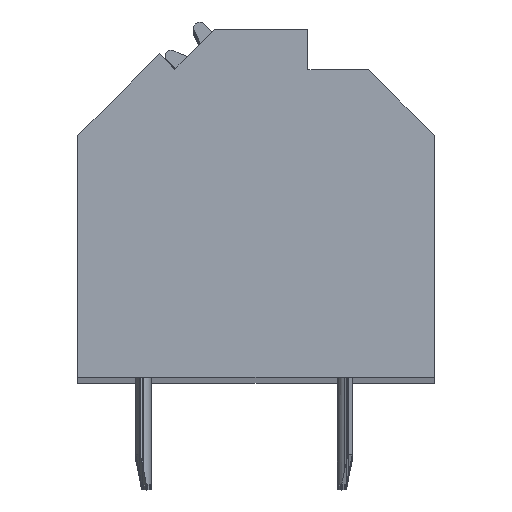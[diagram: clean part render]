
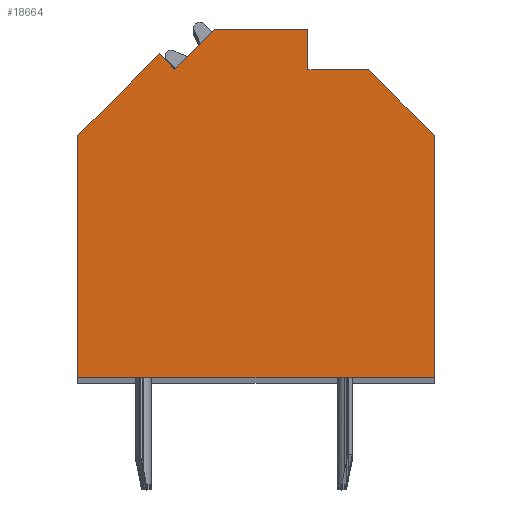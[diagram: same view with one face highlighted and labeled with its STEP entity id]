
A CAD part, top view. The second image highlights one B-rep face of the part: STEP entity #18664.
In plain terms, the highlighted planar face has unit normal (0, 0, 1).
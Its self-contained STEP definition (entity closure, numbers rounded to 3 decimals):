
#1219=DIRECTION('',(-0.707,-0.707,0.));
#1220=VECTOR('',#1219,1.897);
#1221=CARTESIAN_POINT('',(-1.39,5.718,115.165));
#1222=LINE('',#1221,#1220);
#1223=DIRECTION('',(-1.,0.,0.));
#1224=VECTOR('',#1223,3.14);
#1225=CARTESIAN_POINT('',(1.75,5.718,115.165));
#1226=LINE('',#1225,#1224);
#1227=DIRECTION('',(0.,1.,0.));
#1228=VECTOR('',#1227,1.368);
#1229=CARTESIAN_POINT('',(1.75,4.35,115.165));
#1230=LINE('',#1229,#1228);
#1231=DIRECTION('',(-1.,0.,0.));
#1232=VECTOR('',#1231,2.05);
#1233=CARTESIAN_POINT('',(3.8,4.35,115.165));
#1234=LINE('',#1233,#1232);
#1235=DIRECTION('',(-0.707,0.707,0.));
#1236=VECTOR('',#1235,3.111);
#1237=CARTESIAN_POINT('',(6.,2.15,115.165));
#1238=LINE('',#1237,#1236);
#1239=DIRECTION('',(0.,1.,0.));
#1240=VECTOR('',#1239,8.15);
#1241=CARTESIAN_POINT('',(6.,-6.,115.165));
#1242=LINE('',#1241,#1240);
#1243=DIRECTION('',(1.,0.,0.));
#1244=VECTOR('',#1243,12.);
#1245=CARTESIAN_POINT('',(-6.,-6.,115.165));
#1246=LINE('',#1245,#1244);
#1247=DIRECTION('',(0.,-1.,0.));
#1248=VECTOR('',#1247,8.14);
#1249=CARTESIAN_POINT('',(-6.,2.14,115.165));
#1250=LINE('',#1249,#1248);
#1251=DIRECTION('',(-0.707,-0.707,0.));
#1252=VECTOR('',#1251,3.892);
#1253=CARTESIAN_POINT('',(-3.248,4.892,115.165));
#1254=LINE('',#1253,#1252);
#1255=DIRECTION('',(-0.707,0.707,0.));
#1256=VECTOR('',#1255,0.73);
#1257=CARTESIAN_POINT('',(-2.732,4.376,115.165));
#1258=LINE('',#1257,#1256);
#13465=CARTESIAN_POINT('',(-1.39,5.718,115.165));
#13466=CARTESIAN_POINT('',(-2.732,4.376,115.165));
#13467=VERTEX_POINT('',#13465);
#13468=VERTEX_POINT('',#13466);
#13469=CARTESIAN_POINT('',(-3.248,4.892,115.165));
#13470=VERTEX_POINT('',#13469);
#13471=CARTESIAN_POINT('',(-6.,2.14,115.165));
#13472=VERTEX_POINT('',#13471);
#13473=CARTESIAN_POINT('',(-6.,-6.,115.165));
#13474=VERTEX_POINT('',#13473);
#13475=CARTESIAN_POINT('',(6.,-6.,115.165));
#13476=VERTEX_POINT('',#13475);
#13477=CARTESIAN_POINT('',(6.,2.15,115.165));
#13478=VERTEX_POINT('',#13477);
#13479=CARTESIAN_POINT('',(3.8,4.35,115.165));
#13480=VERTEX_POINT('',#13479);
#13481=CARTESIAN_POINT('',(1.75,4.35,115.165));
#13482=VERTEX_POINT('',#13481);
#13483=CARTESIAN_POINT('',(1.75,5.718,115.165));
#13484=VERTEX_POINT('',#13483);
#18640=CARTESIAN_POINT('',(0.,0.,115.165));
#18641=DIRECTION('',(0.,0.,1.));
#18642=DIRECTION('',(1.,0.,0.));
#18643=AXIS2_PLACEMENT_3D('',#18640,#18641,#18642);
#18644=PLANE('',#18643);
#18646=ORIENTED_EDGE('',*,*,#18645,.F.);
#18648=ORIENTED_EDGE('',*,*,#18647,.F.);
#18650=ORIENTED_EDGE('',*,*,#18649,.F.);
#18652=ORIENTED_EDGE('',*,*,#18651,.F.);
#18654=ORIENTED_EDGE('',*,*,#18653,.F.);
#18656=ORIENTED_EDGE('',*,*,#18655,.F.);
#18658=ORIENTED_EDGE('',*,*,#18657,.F.);
#18659=ORIENTED_EDGE('',*,*,#17951,.F.);
#18660=ORIENTED_EDGE('',*,*,#18327,.F.);
#18661=ORIENTED_EDGE('',*,*,#17905,.F.);
#18662=EDGE_LOOP('',(#18646,#18648,#18650,#18652,#18654,#18656,#18658,#18659,
#18660,#18661));
#18663=FACE_OUTER_BOUND('',#18662,.F.);
#17905=EDGE_CURVE('',#13468,#13470,#1258,.T.);
#17951=EDGE_CURVE('',#13472,#13474,#1250,.T.);
#18327=EDGE_CURVE('',#13470,#13472,#1254,.T.);
#18645=EDGE_CURVE('',#13467,#13468,#1222,.T.);
#18647=EDGE_CURVE('',#13484,#13467,#1226,.T.);
#18649=EDGE_CURVE('',#13482,#13484,#1230,.T.);
#18651=EDGE_CURVE('',#13480,#13482,#1234,.T.);
#18653=EDGE_CURVE('',#13478,#13480,#1238,.T.);
#18655=EDGE_CURVE('',#13476,#13478,#1242,.T.);
#18657=EDGE_CURVE('',#13474,#13476,#1246,.T.);
#18664=ADVANCED_FACE('',(#18663),#18644,.T.);
